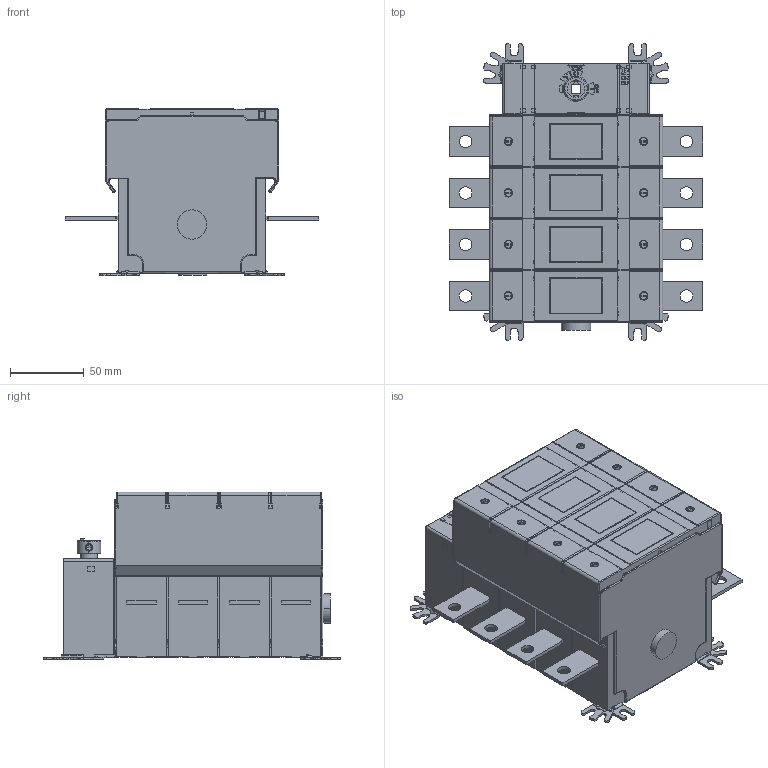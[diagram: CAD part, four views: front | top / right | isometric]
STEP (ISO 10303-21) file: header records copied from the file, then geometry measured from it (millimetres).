
FILE_DESCRIPTION((''),'2;1');
FILE_NAME('OS160GB04N1_ASM_A_2_SW0002','2024-08-21T11:58:39',('FIRARAN'),(''),'CREO PARAMETRIC BY PTC INC, 2022364','CREO PARAMETRIC BY PTC INC, 2022364','');
FILE_SCHEMA(('AUTOMOTIVE_DESIGN { 1 0 10303 214 1 1 1 1 }'));
Products named in the file (1): OS160GB04N1_ASM_A_2_SW0002
Bounding box: 172 x 202 x 114.1 mm (x, y, z)
Volume: 1944860.5 mm3; surface area: 143754.5 mm2
Topology: 1 solids, 2 shells, 2944 faces, 8107 edges, 5272 vertices
Faces by surface type: plane 1888, cylinder 582, extrusion 329, bspline 65, torus 38, cone 30, sphere 12
Entity records: 127820 total; most frequent: CARTESIAN_POINT 31661, ORIENTED_EDGE 16186, DIRECTION 13475, EDGE_CURVE 8093, VECTOR 6244, LINE 5915, VERTEX_POINT 5272, AXIS2_PLACEMENT_3D 3614
